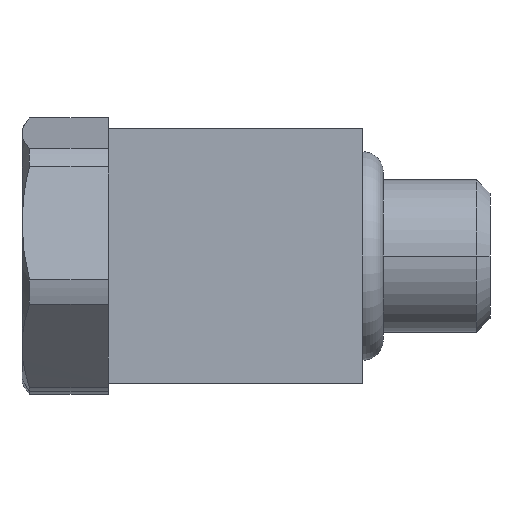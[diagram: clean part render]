
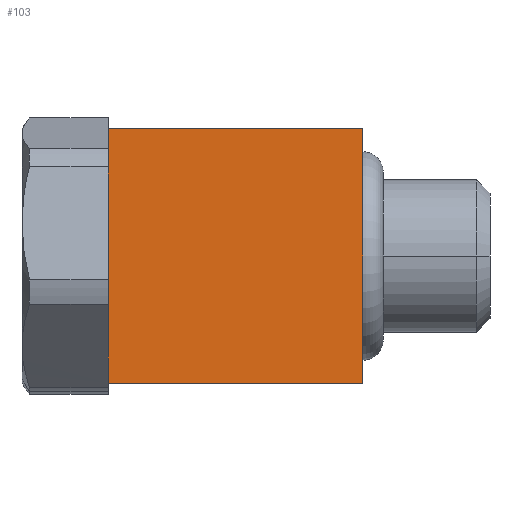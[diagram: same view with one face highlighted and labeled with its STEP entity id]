
A CAD part, left-side view. The second image highlights one B-rep face of the part: STEP entity #103.
In plain terms, the highlighted planar face has unit normal (-1, 0, 0).
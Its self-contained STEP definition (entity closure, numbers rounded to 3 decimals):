
#103=ADVANCED_FACE('',(#184),#770,.T.);
#184=FACE_OUTER_BOUND('',#267,.F.);
#267=EDGE_LOOP('',(#389,#390,#391,#392,#393,#394));
#389=ORIENTED_EDGE('',*,*,#1168,.F.);
#390=ORIENTED_EDGE('',*,*,#1140,.T.);
#391=ORIENTED_EDGE('',*,*,#1141,.F.);
#392=ORIENTED_EDGE('',*,*,#1176,.F.);
#393=ORIENTED_EDGE('',*,*,#1172,.T.);
#394=ORIENTED_EDGE('',*,*,#1175,.T.);
#770=PLANE('',#1682);
#942=LINE('',#2353,#1038);
#943=LINE('',#2354,#1039);
#957=LINE('',#2417,#1053);
#961=LINE('',#2421,#1057);
#964=LINE('',#2424,#1060);
#965=LINE('',#2425,#1061);
#1038=VECTOR('',#1783,1.365);
#1039=VECTOR('',#1784,2.171);
#1053=VECTOR('',#1816,1.464);
#1057=VECTOR('',#1820,5.);
#1060=VECTOR('',#1823,5.);
#1061=VECTOR('',#1824,5.);
#1140=EDGE_CURVE('',#1539,#1533,#942,.T.);
#1141=EDGE_CURVE('',#1532,#1533,#943,.T.);
#1168=EDGE_CURVE('',#1539,#1531,#957,.T.);
#1172=EDGE_CURVE('',#1510,#1508,#961,.T.);
#1175=EDGE_CURVE('',#1508,#1531,#964,.T.);
#1176=EDGE_CURVE('',#1510,#1532,#965,.T.);
#1508=VERTEX_POINT('',#2291);
#1510=VERTEX_POINT('',#2293);
#1531=VERTEX_POINT('',#2314);
#1532=VERTEX_POINT('',#2315);
#1533=VERTEX_POINT('',#2316);
#1539=VERTEX_POINT('',#2322);
#1682=AXIS2_PLACEMENT_3D('',#2768,#2055,#2056);
#1783=DIRECTION('',(0.,0.,1.));
#1784=DIRECTION('',(0.,0.,-1.));
#1816=DIRECTION('',(0.,0.,-1.));
#1820=DIRECTION('',(0.,0.,-1.));
#1823=DIRECTION('',(0.,1.,0.));
#1824=DIRECTION('',(0.,1.,0.));
#2055=DIRECTION('',(-1.,0.,0.));
#2056=DIRECTION('',(0.,0.,-1.));
#2291=CARTESIAN_POINT('',(-20.5,7.9,-2.5));
#2293=CARTESIAN_POINT('',(-20.5,7.9,2.5));
#2314=CARTESIAN_POINT('',(-20.5,12.9,-2.5));
#2315=CARTESIAN_POINT('',(-20.5,12.9,2.5));
#2316=CARTESIAN_POINT('',(-20.5,12.9,0.329));
#2322=CARTESIAN_POINT('',(-20.5,12.9,-1.036));
#2353=CARTESIAN_POINT('',(-20.5,12.9,-1.036));
#2354=CARTESIAN_POINT('',(-20.5,12.9,2.5));
#2417=CARTESIAN_POINT('',(-20.5,12.9,-1.036));
#2421=CARTESIAN_POINT('',(-20.5,7.9,2.5));
#2424=CARTESIAN_POINT('',(-20.5,7.9,-2.5));
#2425=CARTESIAN_POINT('',(-20.5,7.9,2.5));
#2768=CARTESIAN_POINT('',(-20.5,12.95,2.55));
